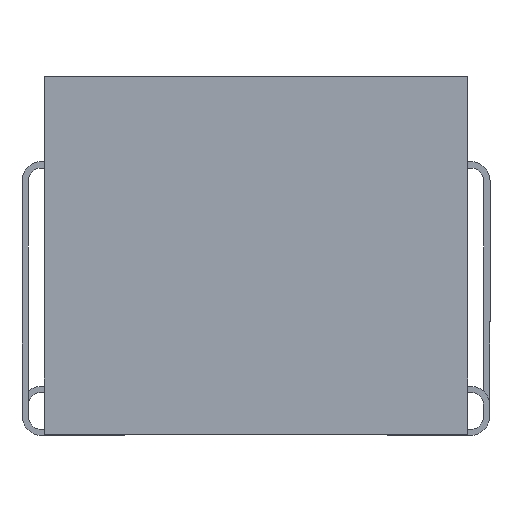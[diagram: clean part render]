
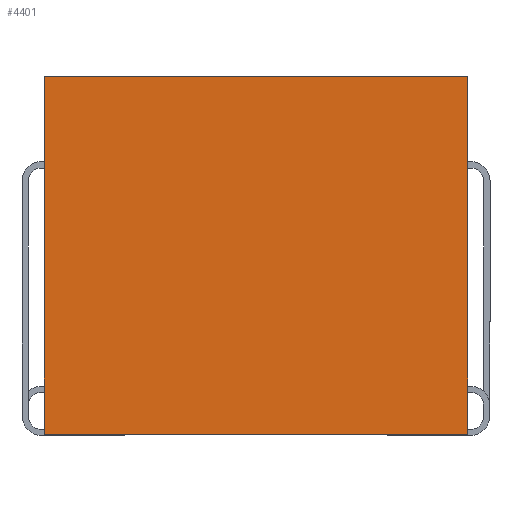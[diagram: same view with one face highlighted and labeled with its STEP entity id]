
A CAD part, front view. The second image highlights one B-rep face of the part: STEP entity #4401.
In plain terms, the highlighted planar face has unit normal (0, -1, 0).
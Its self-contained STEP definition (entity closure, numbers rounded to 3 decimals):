
#1079=ORIENTED_EDGE('',*,*,#1603,.T.);
#1080=ORIENTED_EDGE('',*,*,#1604,.F.);
#1081=ORIENTED_EDGE('',*,*,#1410,.F.);
#1082=ORIENTED_EDGE('',*,*,#1605,.T.);
#1410=EDGE_CURVE('',#1799,#1800,#2045,.T.);
#1603=EDGE_CURVE('',#1918,#1919,#2214,.T.);
#1604=EDGE_CURVE('',#1800,#1919,#2215,.T.);
#1605=EDGE_CURVE('',#1799,#1918,#2216,.T.);
#1799=VERTEX_POINT('',#6765);
#1800=VERTEX_POINT('',#6767);
#1918=VERTEX_POINT('',#7146);
#1919=VERTEX_POINT('',#7147);
#2045=LINE('',#6766,#2348);
#2214=LINE('',#7145,#2517);
#2215=LINE('',#7148,#2518);
#2216=LINE('',#7149,#2519);
#2348=VECTOR('',#4920,1000.);
#2517=VECTOR('',#5273,1000.);
#2518=VECTOR('',#5274,1000.);
#2519=VECTOR('',#5275,1000.);
#2709=EDGE_LOOP('',(#1079,#1080,#1081,#1082));
#2898=FACE_BOUND('',#2709,.T.);
#3036=PLANE('',#4597);
#4401=ADVANCED_FACE('',(#2898),#3036,.F.);
#4597=AXIS2_PLACEMENT_3D('',#7144,#5271,#5272);
#4920=DIRECTION('',(1.,0.,0.));
#5271=DIRECTION('',(0.,1.,0.));
#5272=DIRECTION('',(-1.,0.,0.));
#5273=DIRECTION('',(1.,0.,0.));
#5274=DIRECTION('',(0.,0.,-1.));
#5275=DIRECTION('',(0.,0.,-1.));
#6765=CARTESIAN_POINT('',(-6.6,-6.6,11.15));
#6766=CARTESIAN_POINT('',(-6.6,-6.6,11.15));
#6767=CARTESIAN_POINT('',(6.6,-6.6,11.15));
#7144=CARTESIAN_POINT('',(-6.6,-6.6,4.8));
#7145=CARTESIAN_POINT('',(-6.6,-6.6,0.));
#7146=CARTESIAN_POINT('',(-6.6,-6.6,0.));
#7147=CARTESIAN_POINT('',(6.6,-6.6,0.));
#7148=CARTESIAN_POINT('',(6.6,-6.6,4.8));
#7149=CARTESIAN_POINT('',(-6.6,-6.6,4.8));
